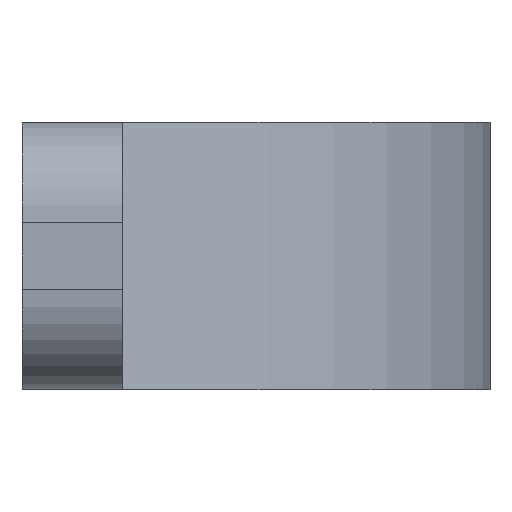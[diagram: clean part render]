
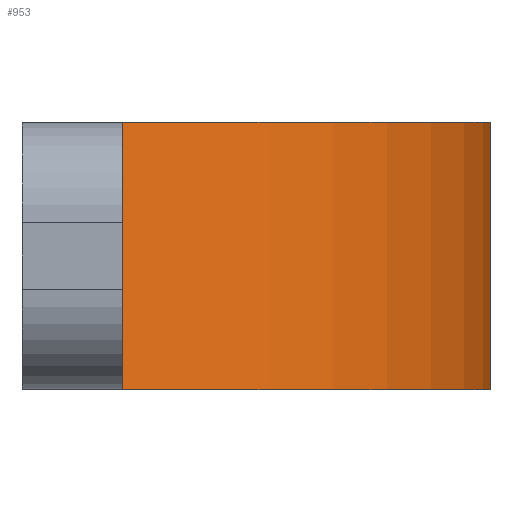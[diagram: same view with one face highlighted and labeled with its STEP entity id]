
A CAD part, left-side view. The second image highlights one B-rep face of the part: STEP entity #953.
In plain terms, the highlighted cylindrical face has radius 14.5 mm (diameter 29 mm), a partial arc.
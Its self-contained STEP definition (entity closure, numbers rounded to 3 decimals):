
#44 = PLANE('',#45);
#45 = AXIS2_PLACEMENT_3D('',#46,#47,#48);
#46 = CARTESIAN_POINT('',(0.,-5.322,0.));
#47 = DIRECTION('',(0.,0.,1.));
#48 = DIRECTION('',(1.,0.,0.));
#100 = PLANE('',#101);
#101 = AXIS2_PLACEMENT_3D('',#102,#103,#104);
#102 = CARTESIAN_POINT('',(0.,-5.322,8.));
#103 = DIRECTION('',(0.,0.,1.));
#104 = DIRECTION('',(1.,0.,0.));
#259 = VERTEX_POINT('',#260);
#260 = CARTESIAN_POINT('',(-14.071,-3.,0.));
#274 = PLANE('',#275);
#275 = AXIS2_PLACEMENT_3D('',#276,#277,#278);
#276 = CARTESIAN_POINT('',(-23.,-3.,0.));
#277 = DIRECTION('',(0.,1.,0.));
#278 = DIRECTION('',(1.,0.,0.));
#286 = EDGE_CURVE('',#259,#287,#289,.T.);
#287 = VERTEX_POINT('',#288);
#288 = CARTESIAN_POINT('',(14.071,-3.,0.));
#289 = SURFACE_CURVE('',#290,(#295,#302),.PCURVE_S1.);
#290 = CIRCLE('',#291,14.5);
#291 = AXIS2_PLACEMENT_3D('',#292,#293,#294);
#292 = CARTESIAN_POINT('',(0.,0.5,0.));
#293 = DIRECTION('',(0.,0.,1.));
#294 = DIRECTION('',(1.,0.,0.));
#295 = PCURVE('',#44,#296);
#296 = DEFINITIONAL_REPRESENTATION('',(#297),#301);
#297 = CIRCLE('',#298,14.5);
#298 = AXIS2_PLACEMENT_2D('',#299,#300);
#299 = CARTESIAN_POINT('',(0.,5.822));
#300 = DIRECTION('',(1.,0.));
#301 = ( GEOMETRIC_REPRESENTATION_CONTEXT(2) 
PARAMETRIC_REPRESENTATION_CONTEXT() REPRESENTATION_CONTEXT('2D SPACE',''
  ) );
#302 = PCURVE('',#303,#308);
#303 = CYLINDRICAL_SURFACE('',#304,14.5);
#304 = AXIS2_PLACEMENT_3D('',#305,#306,#307);
#305 = CARTESIAN_POINT('',(0.,0.5,0.));
#306 = DIRECTION('',(-0.,-0.,-1.));
#307 = DIRECTION('',(1.,0.,0.));
#308 = DEFINITIONAL_REPRESENTATION('',(#309),#313);
#309 = LINE('',#310,#311);
#310 = CARTESIAN_POINT('',(-0.,0.));
#311 = VECTOR('',#312,1.);
#312 = DIRECTION('',(-1.,0.));
#313 = ( GEOMETRIC_REPRESENTATION_CONTEXT(2) 
PARAMETRIC_REPRESENTATION_CONTEXT() REPRESENTATION_CONTEXT('2D SPACE',''
  ) );
#331 = PLANE('',#332);
#332 = AXIS2_PLACEMENT_3D('',#333,#334,#335);
#333 = CARTESIAN_POINT('',(23.,-3.,0.));
#334 = DIRECTION('',(0.,-1.,0.));
#335 = DIRECTION('',(-1.,0.,0.));
#598 = VERTEX_POINT('',#599);
#599 = CARTESIAN_POINT('',(-14.071,-3.,8.));
#620 = EDGE_CURVE('',#598,#621,#623,.T.);
#621 = VERTEX_POINT('',#622);
#622 = CARTESIAN_POINT('',(14.071,-3.,8.));
#623 = SURFACE_CURVE('',#624,(#629,#636),.PCURVE_S1.);
#624 = CIRCLE('',#625,14.5);
#625 = AXIS2_PLACEMENT_3D('',#626,#627,#628);
#626 = CARTESIAN_POINT('',(0.,0.5,8.));
#627 = DIRECTION('',(0.,0.,1.));
#628 = DIRECTION('',(1.,0.,0.));
#629 = PCURVE('',#100,#630);
#630 = DEFINITIONAL_REPRESENTATION('',(#631),#635);
#631 = CIRCLE('',#632,14.5);
#632 = AXIS2_PLACEMENT_2D('',#633,#634);
#633 = CARTESIAN_POINT('',(0.,5.822));
#634 = DIRECTION('',(1.,0.));
#635 = ( GEOMETRIC_REPRESENTATION_CONTEXT(2) 
PARAMETRIC_REPRESENTATION_CONTEXT() REPRESENTATION_CONTEXT('2D SPACE',''
  ) );
#636 = PCURVE('',#303,#637);
#637 = DEFINITIONAL_REPRESENTATION('',(#638),#642);
#638 = LINE('',#639,#640);
#639 = CARTESIAN_POINT('',(-0.,-8.));
#640 = VECTOR('',#641,1.);
#641 = DIRECTION('',(-1.,0.));
#642 = ( GEOMETRIC_REPRESENTATION_CONTEXT(2) 
PARAMETRIC_REPRESENTATION_CONTEXT() REPRESENTATION_CONTEXT('2D SPACE',''
  ) );
#809 = EDGE_CURVE('',#259,#598,#810,.T.);
#810 = SURFACE_CURVE('',#811,(#815,#822),.PCURVE_S1.);
#811 = LINE('',#812,#813);
#812 = CARTESIAN_POINT('',(-14.071,-3.,0.));
#813 = VECTOR('',#814,1.);
#814 = DIRECTION('',(0.,0.,1.));
#815 = PCURVE('',#274,#816);
#816 = DEFINITIONAL_REPRESENTATION('',(#817),#821);
#817 = LINE('',#818,#819);
#818 = CARTESIAN_POINT('',(8.929,0.));
#819 = VECTOR('',#820,1.);
#820 = DIRECTION('',(0.,-1.));
#821 = ( GEOMETRIC_REPRESENTATION_CONTEXT(2) 
PARAMETRIC_REPRESENTATION_CONTEXT() REPRESENTATION_CONTEXT('2D SPACE',''
  ) );
#822 = PCURVE('',#303,#823);
#823 = DEFINITIONAL_REPRESENTATION('',(#824),#828);
#824 = LINE('',#825,#826);
#825 = CARTESIAN_POINT('',(-3.385,0.));
#826 = VECTOR('',#827,1.);
#827 = DIRECTION('',(-0.,-1.));
#828 = ( GEOMETRIC_REPRESENTATION_CONTEXT(2) 
PARAMETRIC_REPRESENTATION_CONTEXT() REPRESENTATION_CONTEXT('2D SPACE',''
  ) );
#953 = ADVANCED_FACE('',(#954),#303,.T.);
#954 = FACE_BOUND('',#955,.F.);
#955 = EDGE_LOOP('',(#956,#957,#958,#979));
#956 = ORIENTED_EDGE('',*,*,#809,.T.);
#957 = ORIENTED_EDGE('',*,*,#620,.T.);
#958 = ORIENTED_EDGE('',*,*,#959,.F.);
#959 = EDGE_CURVE('',#287,#621,#960,.T.);
#960 = SURFACE_CURVE('',#961,(#965,#972),.PCURVE_S1.);
#961 = LINE('',#962,#963);
#962 = CARTESIAN_POINT('',(14.071,-3.,0.));
#963 = VECTOR('',#964,1.);
#964 = DIRECTION('',(0.,0.,1.));
#965 = PCURVE('',#303,#966);
#966 = DEFINITIONAL_REPRESENTATION('',(#967),#971);
#967 = LINE('',#968,#969);
#968 = CARTESIAN_POINT('',(-6.039,0.));
#969 = VECTOR('',#970,1.);
#970 = DIRECTION('',(-0.,-1.));
#971 = ( GEOMETRIC_REPRESENTATION_CONTEXT(2) 
PARAMETRIC_REPRESENTATION_CONTEXT() REPRESENTATION_CONTEXT('2D SPACE',''
  ) );
#972 = PCURVE('',#331,#973);
#973 = DEFINITIONAL_REPRESENTATION('',(#974),#978);
#974 = LINE('',#975,#976);
#975 = CARTESIAN_POINT('',(8.929,0.));
#976 = VECTOR('',#977,1.);
#977 = DIRECTION('',(0.,-1.));
#978 = ( GEOMETRIC_REPRESENTATION_CONTEXT(2) 
PARAMETRIC_REPRESENTATION_CONTEXT() REPRESENTATION_CONTEXT('2D SPACE',''
  ) );
#979 = ORIENTED_EDGE('',*,*,#286,.F.);
